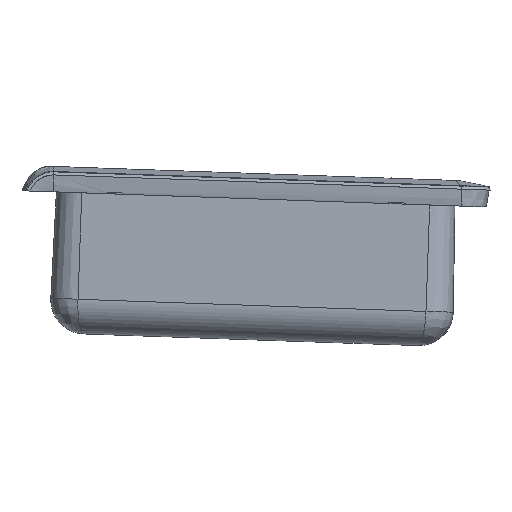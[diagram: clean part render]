
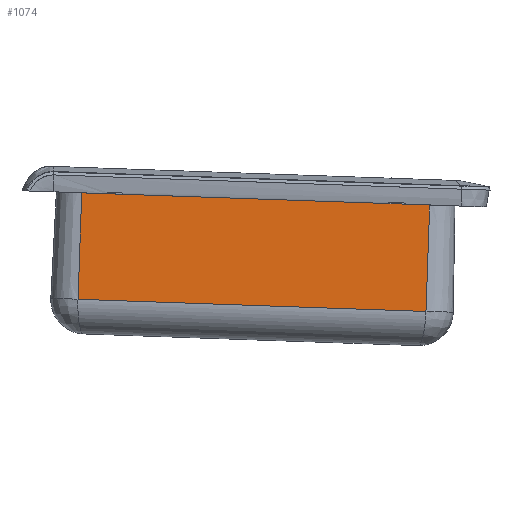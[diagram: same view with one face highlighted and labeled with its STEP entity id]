
A CAD part, front view. The second image highlights one B-rep face of the part: STEP entity #1074.
In plain terms, the highlighted planar face has unit normal (0.001, -1, 0.017).
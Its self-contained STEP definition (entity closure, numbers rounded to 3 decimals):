
#1055=AXIS2_PLACEMENT_3D('Plane Axis2P3D',#1052,#1053,#1054) ;
#679=CARTESIAN_POINT('Vertex',(60.465,-71.313,-37.036)) ;
#741=CARTESIAN_POINT('Vertex',(-62.952,-71.313,-32.726)) ;
#744=CARTESIAN_POINT('Line Origine',(-1.244,-71.313,-34.881)) ;
#1037=CARTESIAN_POINT('Vertex',(61.783,-70.653,0.727)) ;
#1040=CARTESIAN_POINT('Line Origine',(60.911,-71.09,-24.253)) ;
#1052=CARTESIAN_POINT('Axis2P3D Location',(-61.651,-70.662,4.542)) ;
#1058=CARTESIAN_POINT('Control Point',(-61.633,-70.653,5.037)) ;
#1059=CARTESIAN_POINT('Control Point',(61.783,-70.653,0.727)) ;
#1060=CARTESIAN_POINT('Vertex',(-61.633,-70.653,5.037)) ;
#1063=CARTESIAN_POINT('Line Origine',(-62.506,-71.09,-19.943)) ;
#745=DIRECTION('Vector Direction',(0.999,0.,-0.035)) ;
#1041=DIRECTION('Vector Direction',(-0.035,-0.017,-0.999)) ;
#1053=DIRECTION('Axis2P3D Direction',(-0.001,1.,-0.017)) ;
#1054=DIRECTION('Axis2P3D XDirection',(0.999,0.,-0.035)) ;
#1064=DIRECTION('Vector Direction',(-0.035,-0.017,-0.999)) ;
#746=VECTOR('Line Direction',#745,1.) ;
#1042=VECTOR('Line Direction',#1041,1.) ;
#1065=VECTOR('Line Direction',#1064,1.) ;
#1069=ORIENTED_EDGE('',*,*,#1062,.F.) ;
#1070=ORIENTED_EDGE('',*,*,#1067,.F.) ;
#1071=ORIENTED_EDGE('',*,*,#748,.F.) ;
#1072=ORIENTED_EDGE('',*,*,#1044,.T.) ;
#1074=ADVANCED_FACE('PartBody',(#1073),#1056,.F.) ;
#1057=B_SPLINE_CURVE_WITH_KNOTS('',1,(#1058,#1059),.UNSPECIFIED.,.F.,.U.,(2,2),(-61.746,61.746),.UNSPECIFIED.) ;
#748=EDGE_CURVE('',#680,#742,#747,.F.) ;
#1044=EDGE_CURVE('',#680,#1038,#1043,.F.) ;
#1062=EDGE_CURVE('',#1061,#1038,#1057,.T.) ;
#1067=EDGE_CURVE('',#742,#1061,#1066,.F.) ;
#1068=EDGE_LOOP('',(#1069,#1070,#1071,#1072)) ;
#1073=FACE_OUTER_BOUND('',#1068,.T.) ;
#747=LINE('Line',#744,#746) ;
#1043=LINE('Line',#1040,#1042) ;
#1066=LINE('Line',#1063,#1065) ;
#1056=PLANE('',#1055) ;
#680=VERTEX_POINT('',#679) ;
#742=VERTEX_POINT('',#741) ;
#1038=VERTEX_POINT('',#1037) ;
#1061=VERTEX_POINT('',#1060) ;
